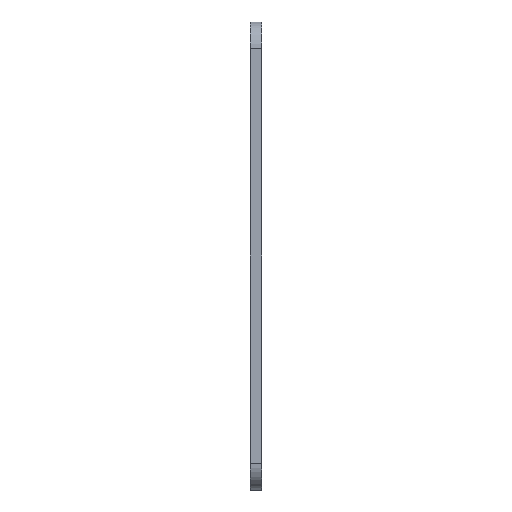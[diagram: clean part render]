
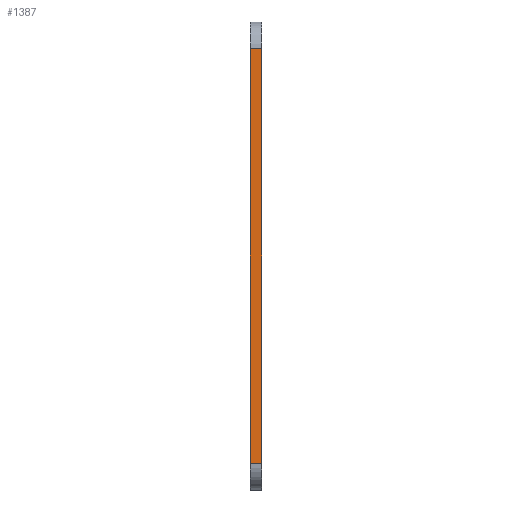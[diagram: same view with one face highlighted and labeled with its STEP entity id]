
A CAD part, left-side view. The second image highlights one B-rep face of the part: STEP entity #1387.
In plain terms, the highlighted planar face has unit normal (-1, 0, 0).
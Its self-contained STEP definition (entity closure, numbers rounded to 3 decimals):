
#298=FACE_OUTER_BOUND('',#405,.T.);
#405=EDGE_LOOP('',(#1240,#1241,#1242,#1243));
#495=LINE('',#2062,#588);
#500=LINE('',#2159,#593);
#501=LINE('',#2162,#594);
#543=LINE('',#2329,#636);
#588=VECTOR('',#1646,10.);
#593=VECTOR('',#1745,10.);
#594=VECTOR('',#1748,10.);
#636=VECTOR('',#1958,10.);
#671=VERTEX_POINT('',#2059);
#672=VERTEX_POINT('',#2061);
#717=VERTEX_POINT('',#2157);
#718=VERTEX_POINT('',#2161);
#807=EDGE_CURVE('',#671,#672,#495,.T.);
#856=EDGE_CURVE('',#717,#671,#500,.T.);
#857=EDGE_CURVE('',#672,#718,#501,.T.);
#941=EDGE_CURVE('',#718,#717,#543,.T.);
#1240=ORIENTED_EDGE('',*,*,#856,.F.);
#1241=ORIENTED_EDGE('',*,*,#941,.F.);
#1242=ORIENTED_EDGE('',*,*,#857,.F.);
#1243=ORIENTED_EDGE('',*,*,#807,.F.);
#1324=PLANE('',#1560);
#1387=ADVANCED_FACE('',(#298),#1324,.T.);
#1560=AXIS2_PLACEMENT_3D('',#2328,#1956,#1957);
#1646=DIRECTION('',(0.,0.,1.));
#1745=DIRECTION('',(0.,1.,0.));
#1748=DIRECTION('',(0.,-1.,0.));
#1956=DIRECTION('center_axis',(-1.,0.,0.));
#1957=DIRECTION('ref_axis',(0.,0.,1.));
#1958=DIRECTION('',(0.,0.,-1.));
#2059=CARTESIAN_POINT('',(-20.,1.,-17.7));
#2061=CARTESIAN_POINT('',(-20.,1.,17.7));
#2062=CARTESIAN_POINT('',(-20.,1.,20.));
#2157=CARTESIAN_POINT('',(-20.,0.,-17.7));
#2159=CARTESIAN_POINT('',(-20.,0.,-17.7));
#2161=CARTESIAN_POINT('',(-20.,0.,17.7));
#2162=CARTESIAN_POINT('',(-20.,0.,17.7));
#2328=CARTESIAN_POINT('Origin',(-20.,0.,-20.));
#2329=CARTESIAN_POINT('',(-20.,0.,20.));
